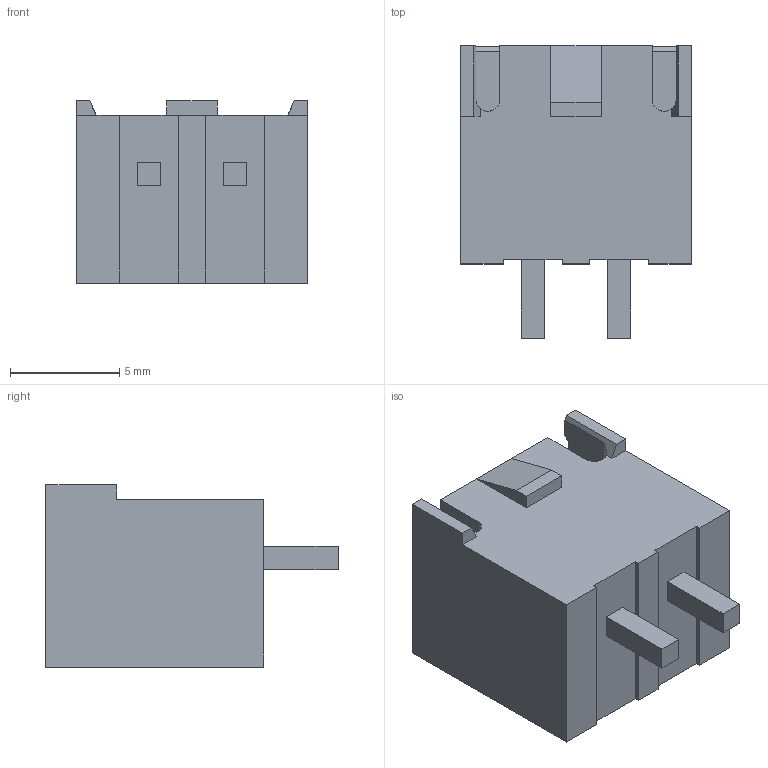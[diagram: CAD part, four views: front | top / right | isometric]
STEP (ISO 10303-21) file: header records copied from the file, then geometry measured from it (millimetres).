
FILE_DESCRIPTION((''),'2;1');
FILE_NAME('353130260','2014-10-31T',('me'),(''),'PRO/ENGINEER BY PARAMETRIC TECHNOLOGY CORPORATION, 2011490','PRO/ENGINEER BY PARAMETRIC TECHNOLOGY CORPORATION, 2011490','');
FILE_SCHEMA(('CONFIG_CONTROL_DESIGN'));
Length unit declared in the file: millimetre
Products named in the file (1): 353130260
Bounding box: 10.58 x 13.4 x 8.35 mm (x, y, z)
Volume: 400.5 mm3; surface area: 855.3 mm2
Topology: 1 solids, 1 shells, 79 faces, 211 edges, 138 vertices
Faces by surface type: plane 77, cylinder 2
Entity records: 2454 total; most frequent: CARTESIAN_POINT 437, ORIENTED_EDGE 414, DIRECTION 377, EDGE_CURVE 207, VECTOR 201, LINE 201, VERTEX_POINT 134, AXIS2_PLACEMENT_3D 88
